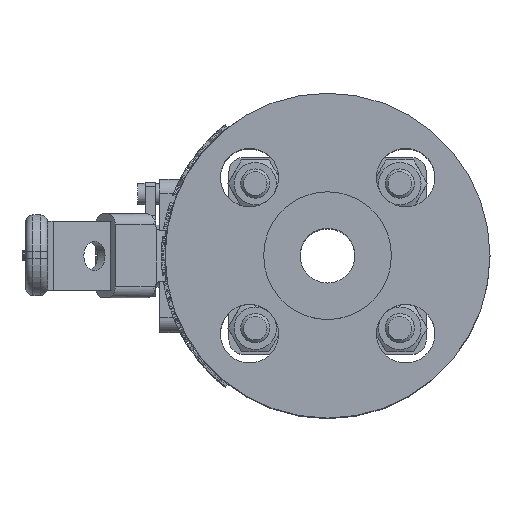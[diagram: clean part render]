
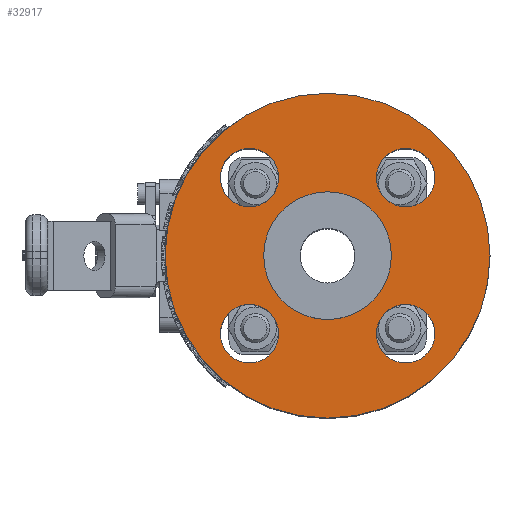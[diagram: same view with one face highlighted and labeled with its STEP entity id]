
A CAD part, top view. The second image highlights one B-rep face of the part: STEP entity #32917.
In plain terms, the highlighted planar face has unit normal (0, 0, 1).
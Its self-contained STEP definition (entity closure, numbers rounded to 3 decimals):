
#7750=FACE_BOUND('',#10387,.T.);
#7751=FACE_BOUND('',#10388,.T.);
#7752=FACE_BOUND('',#10389,.T.);
#7753=FACE_BOUND('',#10390,.T.);
#7754=FACE_BOUND('',#10391,.T.);
#8513=FACE_OUTER_BOUND('',#10386,.T.);
#10386=EDGE_LOOP('',(#23583));
#10387=EDGE_LOOP('',(#23584));
#10388=EDGE_LOOP('',(#23585));
#10389=EDGE_LOOP('',(#23586));
#10390=EDGE_LOOP('',(#23587));
#10391=EDGE_LOOP('',(#23588));
#11987=CIRCLE('',#34729,17.5);
#11994=CIRCLE('',#34739,44.5);
#11995=CIRCLE('',#34740,8.);
#11996=CIRCLE('',#34741,8.);
#11997=CIRCLE('',#34742,8.);
#11998=CIRCLE('',#34743,8.);
#13439=VERTEX_POINT('',#54051);
#13451=VERTEX_POINT('',#54103);
#13452=VERTEX_POINT('',#54105);
#13453=VERTEX_POINT('',#54107);
#13454=VERTEX_POINT('',#54109);
#13455=VERTEX_POINT('',#54111);
#17186=EDGE_CURVE('',#13439,#13439,#11987,.T.);
#17198=EDGE_CURVE('',#13451,#13451,#11994,.T.);
#17199=EDGE_CURVE('',#13452,#13452,#11995,.T.);
#17200=EDGE_CURVE('',#13453,#13453,#11996,.T.);
#17201=EDGE_CURVE('',#13454,#13454,#11997,.T.);
#17202=EDGE_CURVE('',#13455,#13455,#11998,.T.);
#23583=ORIENTED_EDGE('',*,*,#17198,.F.);
#23584=ORIENTED_EDGE('',*,*,#17199,.T.);
#23585=ORIENTED_EDGE('',*,*,#17200,.T.);
#23586=ORIENTED_EDGE('',*,*,#17201,.T.);
#23587=ORIENTED_EDGE('',*,*,#17202,.T.);
#23588=ORIENTED_EDGE('',*,*,#17186,.F.);
#30022=PLANE('',#34738);
#32917=ADVANCED_FACE('',(#8513,#7750,#7751,#7752,#7753,#7754),#30022,.T.);
#34729=AXIS2_PLACEMENT_3D('',#54052,#37754,#37755);
#34738=AXIS2_PLACEMENT_3D('',#54102,#37772,#37773);
#34739=AXIS2_PLACEMENT_3D('',#54104,#37774,#37775);
#34740=AXIS2_PLACEMENT_3D('',#54106,#37776,#37777);
#34741=AXIS2_PLACEMENT_3D('',#54108,#37778,#37779);
#34742=AXIS2_PLACEMENT_3D('',#54110,#37780,#37781);
#34743=AXIS2_PLACEMENT_3D('',#54112,#37782,#37783);
#37754=DIRECTION('center_axis',(0.,0.,
1.));
#37755=DIRECTION('ref_axis',(-1.,0.,0.));
#37772=DIRECTION('center_axis',(0.,0.,
1.));
#37773=DIRECTION('ref_axis',(1.,0.,0.));
#37774=DIRECTION('center_axis',(0.,0.,
-1.));
#37775=DIRECTION('ref_axis',(-1.,0.,0.));
#37776=DIRECTION('center_axis',(0.,0.,
-1.));
#37777=DIRECTION('ref_axis',(0.,-1.,0.));
#37778=DIRECTION('center_axis',(0.,0.,
-1.));
#37779=DIRECTION('ref_axis',(-1.,0.,0.));
#37780=DIRECTION('center_axis',(0.,0.,
-1.));
#37781=DIRECTION('ref_axis',(0.,1.,0.));
#37782=DIRECTION('center_axis',(0.,0.,
-1.));
#37783=DIRECTION('ref_axis',(1.,0.,0.));
#54051=CARTESIAN_POINT('',(17.5,0.,106.4));
#54052=CARTESIAN_POINT('Origin',(0.,0.,
106.4));
#54102=CARTESIAN_POINT('Origin',(0.,0.,
106.4));
#54103=CARTESIAN_POINT('',(44.5,0.,106.4));
#54104=CARTESIAN_POINT('Origin',(0.,0.,
106.4));
#54105=CARTESIAN_POINT('',(21.39,-13.39,106.4));
#54106=CARTESIAN_POINT('Origin',(21.39,-21.39,106.4));
#54107=CARTESIAN_POINT('',(-13.39,-21.39,106.4));
#54108=CARTESIAN_POINT('Origin',(-21.39,-21.39,106.4));
#54109=CARTESIAN_POINT('',(-21.39,13.39,106.4));
#54110=CARTESIAN_POINT('Origin',(-21.39,21.39,106.4));
#54111=CARTESIAN_POINT('',(13.39,21.39,106.4));
#54112=CARTESIAN_POINT('Origin',(21.39,21.39,106.4));
